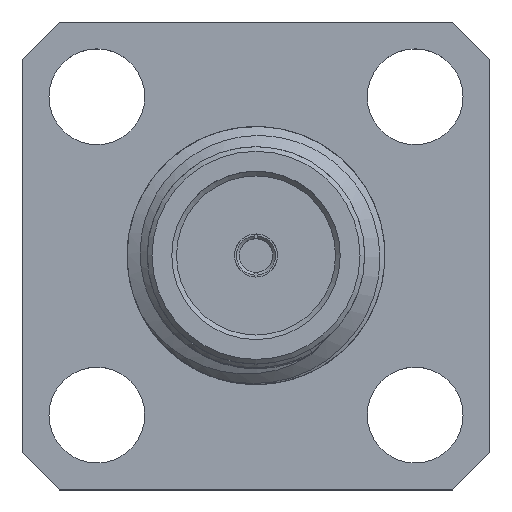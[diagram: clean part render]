
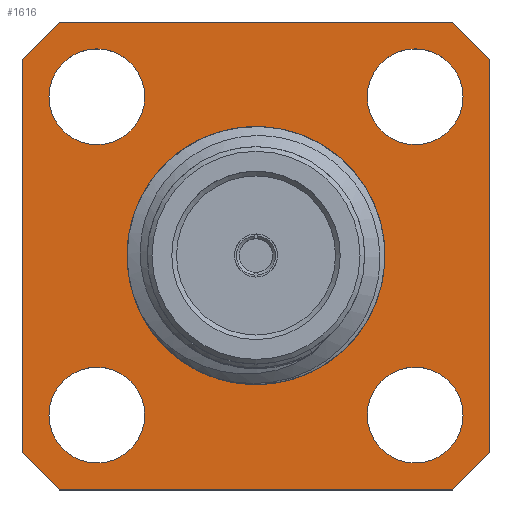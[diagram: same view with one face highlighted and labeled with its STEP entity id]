
A CAD part, top view. The second image highlights one B-rep face of the part: STEP entity #1616.
In plain terms, the highlighted planar face has unit normal (0, 0, 1).
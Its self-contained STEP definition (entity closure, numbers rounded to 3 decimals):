
#14 = DIRECTION ( 'NONE',  ( 0.707, 0.707, 0. ) ) ;
#59 = ORIENTED_EDGE ( 'NONE', *, *, #3189, .F. ) ;
#90 = AXIS2_PLACEMENT_3D ( 'NONE', #2979, #1715, #1182 ) ;
#100 = LINE ( 'NONE', #1139, #2023 ) ;
#102 = FACE_BOUND ( 'NONE', #277, .T. ) ;
#110 = VERTEX_POINT ( 'NONE', #2154 ) ;
#122 = CARTESIAN_POINT ( 'NONE',  ( -6.35, 5.334, 0. ) ) ;
#152 = EDGE_LOOP ( 'NONE', ( #59 ) ) ;
#192 = VECTOR ( 'NONE', #1691, 1000. ) ;
#211 = CARTESIAN_POINT ( 'NONE',  ( -2.675, 0., 0. ) ) ;
#229 = VERTEX_POINT ( 'NONE', #1218 ) ;
#255 = LINE ( 'NONE', #1312, #2988 ) ;
#277 = EDGE_LOOP ( 'NONE', ( #1407 ) ) ;
#322 = LINE ( 'NONE', #1346, #2110 ) ;
#348 = ORIENTED_EDGE ( 'NONE', *, *, #1574, .T. ) ;
#390 = FACE_BOUND ( 'NONE', #888, .T. ) ;
#393 = DIRECTION ( 'NONE',  ( -1., 0., 0. ) ) ;
#396 = CARTESIAN_POINT ( 'NONE',  ( -6.35, -5.334, 0. ) ) ;
#401 = EDGE_CURVE ( 'NONE', #2241, #2241, #909, .T. ) ;
#402 = DIRECTION ( 'NONE',  ( 1., 0., 0. ) ) ;
#414 = DIRECTION ( 'NONE',  ( 1., 0., 0. ) ) ;
#456 = CARTESIAN_POINT ( 'NONE',  ( 4.32, -4.32, 0. ) ) ;
#460 = VERTEX_POINT ( 'NONE', #3215 ) ;
#482 = EDGE_CURVE ( 'NONE', #1728, #1728, #3225, .T. ) ;
#543 = EDGE_LOOP ( 'NONE', ( #2095, #2985, #806, #1158, #3169, #1707, #348, #1477 ) ) ;
#570 = LINE ( 'NONE', #819, #620 ) ;
#620 = VECTOR ( 'NONE', #1785, 1000. ) ;
#662 = VECTOR ( 'NONE', #2756, 1000. ) ;
#663 = VERTEX_POINT ( 'NONE', #1450 ) ;
#664 = CARTESIAN_POINT ( 'NONE',  ( 6.35, 5.334, 0. ) ) ;
#757 = VERTEX_POINT ( 'NONE', #2597 ) ;
#760 = EDGE_LOOP ( 'NONE', ( #1257 ) ) ;
#782 = EDGE_CURVE ( 'NONE', #2593, #3067, #322, .T. ) ;
#806 = ORIENTED_EDGE ( 'NONE', *, *, #782, .T. ) ;
#819 = CARTESIAN_POINT ( 'NONE',  ( 6.35, -6.35, 0. ) ) ;
#857 = DIRECTION ( 'NONE',  ( -1., 0., 0. ) ) ;
#864 = CARTESIAN_POINT ( 'NONE',  ( -5.334, -6.35, 0. ) ) ;
#888 = EDGE_LOOP ( 'NONE', ( #2854 ) ) ;
#891 = FACE_BOUND ( 'NONE', #2636, .T. ) ;
#909 = CIRCLE ( 'NONE', #1377, 2.675 ) ;
#952 = EDGE_CURVE ( 'NONE', #110, #229, #3223, .T. ) ;
#1048 = DIRECTION ( 'NONE',  ( 1., 0., 0. ) ) ;
#1054 = ORIENTED_EDGE ( 'NONE', *, *, #1335, .F. ) ;
#1118 = CARTESIAN_POINT ( 'NONE',  ( -4.32, -4.32, 0. ) ) ;
#1139 = CARTESIAN_POINT ( 'NONE',  ( -6.35, -6.35, 0. ) ) ;
#1158 = ORIENTED_EDGE ( 'NONE', *, *, #3014, .T. ) ;
#1182 = DIRECTION ( 'NONE',  ( 1., 0., 0. ) ) ;
#1218 = CARTESIAN_POINT ( 'NONE',  ( 5.334, 6.35, 0. ) ) ;
#1234 = LINE ( 'NONE', #2260, #2669 ) ;
#1257 = ORIENTED_EDGE ( 'NONE', *, *, #482, .F. ) ;
#1312 = CARTESIAN_POINT ( 'NONE',  ( 5.334, -6.35, 0. ) ) ;
#1335 = EDGE_CURVE ( 'NONE', #460, #460, #2720, .T. ) ;
#1346 = CARTESIAN_POINT ( 'NONE',  ( -6.35, -6.35, 0. ) ) ;
#1364 = FACE_BOUND ( 'NONE', #152, .T. ) ;
#1377 = AXIS2_PLACEMENT_3D ( 'NONE', #2828, #2584, #393 ) ;
#1392 = EDGE_CURVE ( 'NONE', #1982, #1982, #2506, .T. ) ;
#1396 = PLANE ( 'NONE',  #2769 ) ;
#1407 = ORIENTED_EDGE ( 'NONE', *, *, #1392, .F. ) ;
#1450 = CARTESIAN_POINT ( 'NONE',  ( 6.35, -5.334, 0. ) ) ;
#1462 = VERTEX_POINT ( 'NONE', #1940 ) ;
#1473 = CIRCLE ( 'NONE', #2355, 1.3 ) ;
#1477 = ORIENTED_EDGE ( 'NONE', *, *, #952, .T. ) ;
#1514 = AXIS2_PLACEMENT_3D ( 'NONE', #1118, #3077, #1048 ) ;
#1574 = EDGE_CURVE ( 'NONE', #663, #110, #570, .T. ) ;
#1577 = EDGE_CURVE ( 'NONE', #1462, #663, #255, .T. ) ;
#1584 = CARTESIAN_POINT ( 'NONE',  ( -3.02, 4.32, 0. ) ) ;
#1616 = ADVANCED_FACE ( 'NONE', ( #390, #891, #2910, #102, #1364, #3112 ), #1396, .F. ) ;
#1658 = CARTESIAN_POINT ( 'NONE',  ( -4.32, 4.32, 0. ) ) ;
#1691 = DIRECTION ( 'NONE',  ( 0.707, -0.707, 0. ) ) ;
#1705 = AXIS2_PLACEMENT_3D ( 'NONE', #456, #2461, #1939 ) ;
#1706 = LINE ( 'NONE', #2649, #192 ) ;
#1707 = ORIENTED_EDGE ( 'NONE', *, *, #1577, .T. ) ;
#1715 = DIRECTION ( 'NONE',  ( 0., 0., 1. ) ) ;
#1717 = CARTESIAN_POINT ( 'NONE',  ( 5.62, -4.32, 0. ) ) ;
#1728 = VERTEX_POINT ( 'NONE', #1717 ) ;
#1785 = DIRECTION ( 'NONE',  ( 0., 1., 0. ) ) ;
#1916 = EDGE_CURVE ( 'NONE', #229, #757, #1234, .T. ) ;
#1934 = DIRECTION ( 'NONE',  ( -0.707, 0.707, 0. ) ) ;
#1939 = DIRECTION ( 'NONE',  ( 1., 0., 0. ) ) ;
#1940 = CARTESIAN_POINT ( 'NONE',  ( 5.334, -6.35, 0. ) ) ;
#1973 = DIRECTION ( 'NONE',  ( -1., 0., 0. ) ) ;
#1982 = VERTEX_POINT ( 'NONE', #2757 ) ;
#1994 = LINE ( 'NONE', #2197, #662 ) ;
#2012 = VERTEX_POINT ( 'NONE', #864 ) ;
#2023 = VECTOR ( 'NONE', #402, 1000. ) ;
#2095 = ORIENTED_EDGE ( 'NONE', *, *, #1916, .T. ) ;
#2110 = VECTOR ( 'NONE', #2358, 1000. ) ;
#2154 = CARTESIAN_POINT ( 'NONE',  ( 6.35, 5.334, 0. ) ) ;
#2165 = VECTOR ( 'NONE', #1934, 1000. ) ;
#2197 = CARTESIAN_POINT ( 'NONE',  ( -5.334, 6.35, 0. ) ) ;
#2241 = VERTEX_POINT ( 'NONE', #211 ) ;
#2260 = CARTESIAN_POINT ( 'NONE',  ( -6.35, 6.35, 0. ) ) ;
#2263 = EDGE_CURVE ( 'NONE', #757, #2593, #1994, .T. ) ;
#2355 = AXIS2_PLACEMENT_3D ( 'NONE', #1658, #2666, #414 ) ;
#2358 = DIRECTION ( 'NONE',  ( 0., -1., 0. ) ) ;
#2392 = DIRECTION ( 'NONE',  ( 0., 0., -1. ) ) ;
#2461 = DIRECTION ( 'NONE',  ( 0., 0., 1. ) ) ;
#2506 = CIRCLE ( 'NONE', #90, 1.3 ) ;
#2584 = DIRECTION ( 'NONE',  ( 0., 0., 1. ) ) ;
#2593 = VERTEX_POINT ( 'NONE', #122 ) ;
#2597 = CARTESIAN_POINT ( 'NONE',  ( -5.334, 6.35, 0. ) ) ;
#2636 = EDGE_LOOP ( 'NONE', ( #1054 ) ) ;
#2649 = CARTESIAN_POINT ( 'NONE',  ( -6.35, -5.334, 0. ) ) ;
#2666 = DIRECTION ( 'NONE',  ( 0., 0., 1. ) ) ;
#2669 = VECTOR ( 'NONE', #1973, 1000. ) ;
#2676 = EDGE_CURVE ( 'NONE', #2012, #1462, #100, .T. ) ;
#2720 = CIRCLE ( 'NONE', #1514, 1.3 ) ;
#2756 = DIRECTION ( 'NONE',  ( -0.707, -0.707, 0. ) ) ;
#2757 = CARTESIAN_POINT ( 'NONE',  ( 5.62, 4.32, 0. ) ) ;
#2769 = AXIS2_PLACEMENT_3D ( 'NONE', #2877, #2392, #857 ) ;
#2828 = CARTESIAN_POINT ( 'NONE',  ( 0., 0., 0. ) ) ;
#2854 = ORIENTED_EDGE ( 'NONE', *, *, #401, .F. ) ;
#2861 = VERTEX_POINT ( 'NONE', #1584 ) ;
#2877 = CARTESIAN_POINT ( 'NONE',  ( 0., 0., 0. ) ) ;
#2910 = FACE_BOUND ( 'NONE', #760, .T. ) ;
#2979 = CARTESIAN_POINT ( 'NONE',  ( 4.32, 4.32, 0. ) ) ;
#2985 = ORIENTED_EDGE ( 'NONE', *, *, #2263, .T. ) ;
#2988 = VECTOR ( 'NONE', #14, 1000. ) ;
#3014 = EDGE_CURVE ( 'NONE', #3067, #2012, #1706, .T. ) ;
#3067 = VERTEX_POINT ( 'NONE', #396 ) ;
#3077 = DIRECTION ( 'NONE',  ( 0., 0., 1. ) ) ;
#3112 = FACE_OUTER_BOUND ( 'NONE', #543, .T. ) ;
#3169 = ORIENTED_EDGE ( 'NONE', *, *, #2676, .T. ) ;
#3189 = EDGE_CURVE ( 'NONE', #2861, #2861, #1473, .T. ) ;
#3215 = CARTESIAN_POINT ( 'NONE',  ( -3.02, -4.32, 0. ) ) ;
#3223 = LINE ( 'NONE', #664, #2165 ) ;
#3225 = CIRCLE ( 'NONE', #1705, 1.3 ) ;
